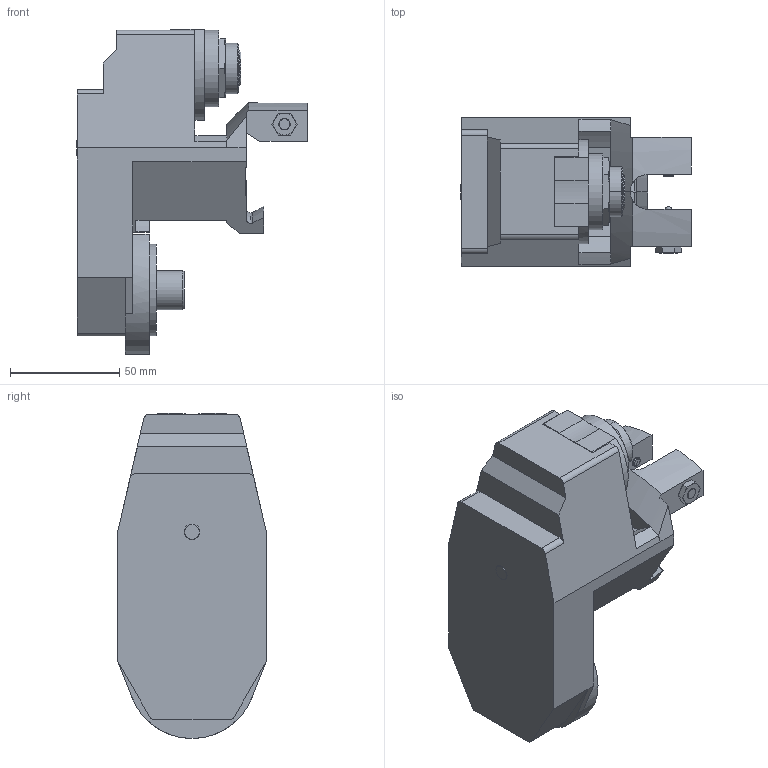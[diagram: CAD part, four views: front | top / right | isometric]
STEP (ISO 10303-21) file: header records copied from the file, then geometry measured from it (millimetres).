
FILE_DESCRIPTION(/* description */ (''),/* implementation_level */ '2;1');
FILE_NAME(/* name */ '10011196827nxv000_00_214.stp',/* time_stamp */ '2022-07-26T11:52:18+02:00',/* author */ (''),/* organization */ (''),/* preprocessor_version */ 'ST-DEVELOPER v16.7',/* originating_system */ 'SIEMENS PLM Software NX 12.0',/* authorisation */ '');
FILE_SCHEMA (('AUTOMOTIVE_DESIGN { 1 0 10303 214 3 1 1 1 }'));
Length unit declared in the file: millimetre
Products named in the file (1): 10011196827nxv000_00
Bounding box: 105.7 x 68 x 148.85 mm (x, y, z)
Volume: 440978.9 mm3; surface area: 51198.3 mm2
Topology: 1 solids, 1 shells, 181 faces, 463 edges, 292 vertices
Faces by surface type: plane 84, cylinder 49, cone 38, torus 6, sphere 4
Full cylindrical faces by diameter (mm): 35 x1, 42 x1
Entity records: 7247 total; most frequent: CARTESIAN_POINT 2809, DIRECTION 945, ORIENTED_EDGE 918, EDGE_CURVE 459, AXIS2_PLACEMENT_3D 362, VERTEX_POINT 294, LINE 221, VECTOR 221
